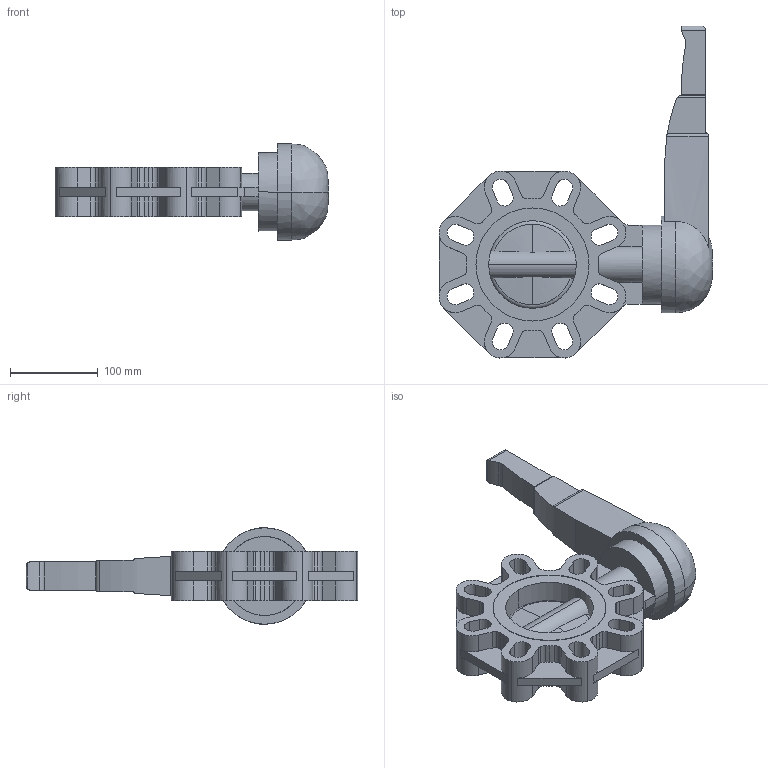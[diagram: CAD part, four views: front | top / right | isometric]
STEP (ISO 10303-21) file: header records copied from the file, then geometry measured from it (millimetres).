
FILE_DESCRIPTION(('STEP AP214'),'1');
FILE_NAME('fkomlm110e.stp','2018-03-07T07:48:45',('TraceParts'),('TraceParts S.A.'),'Spatial InterOp 3D',' ',' ');
FILE_SCHEMA(('automotive_design'));
Length unit declared in the file: millimetre
Products named in the file (4): fkomlm110e_1; fkomlm110e_2; FKOMLM110E|cassa FK 110:1#cassa FK 110;Solido1; fkomlm110e_4
Bounding box: 312.25 x 378.5 x 110 mm (x, y, z)
Volume: 2169625.6 mm3; surface area: 268717.3 mm2
Topology: 4 solids, 4 shells, 360 faces, 1005 edges, 663 vertices
Faces by surface type: cylinder 203, plane 143, cone 8, torus 4, bspline 2
Entity records: 15181 total; most frequent: CARTESIAN_POINT 2574, DIRECTION 2136, ORIENTED_EDGE 2010, EDGE_CURVE 1005, AXIS2_PLACEMENT_3D 817, VERTEX_POINT 663, LINE 502, VECTOR 502
